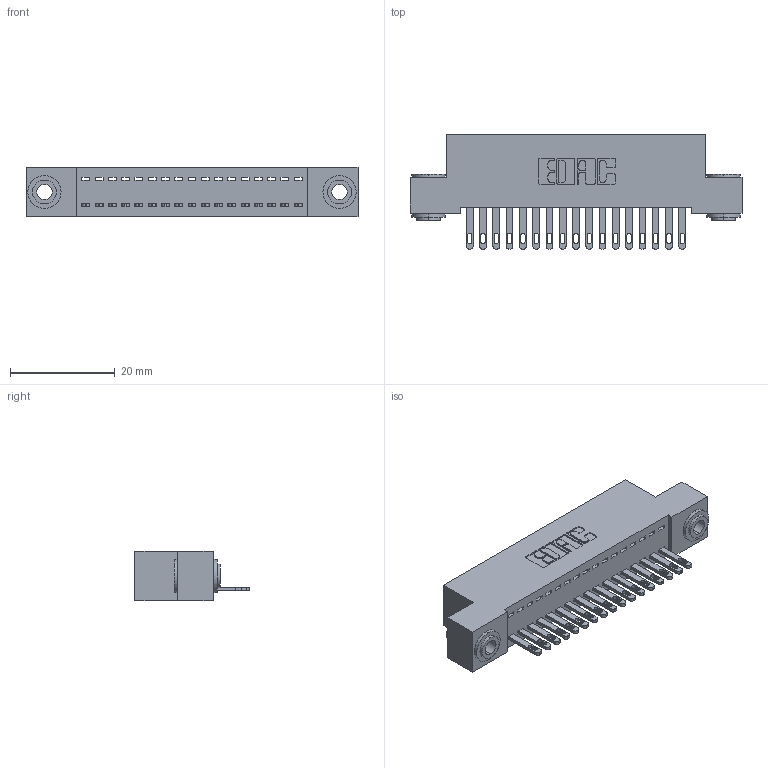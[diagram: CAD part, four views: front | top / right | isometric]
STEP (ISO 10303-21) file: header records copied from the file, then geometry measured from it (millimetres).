
FILE_DESCRIPTION (( 'STEP AP203' ), '1' );
FILE_NAME ('342-017-500-103.STEP', '2019-10-01T19:17:08', ( '' ), ( '' ), 'SwSTEP 2.0', 'SolidWorks 2016', '' );
FILE_SCHEMA (( 'CONFIG_CONTROL_DESIGN' ));
Length unit declared in the file: inch
Products named in the file (4): 345-292-001_345-293-100; 342-250-002_345-250-002-102; 342-017-500-103; 342 Part_.156 TH
Assembly tree (20 placements, depth 2):
  342-017-500-103
    342 Part_.156 TH
    345-292-001_345-293-100  x17
    342-250-002_345-250-002-102  x2
Bounding box: 63.5 x 21.85 x 9.4 mm (x, y, z)
Volume: 5508.9 mm3; surface area: 7882.5 mm2
Topology: 20 solids, 20 shells, 1066 faces, 3231 edges, 2150 vertices
Faces by surface type: plane 688, cylinder 370, cone 8
Entity records: 14074 total; most frequent: CARTESIAN_POINT 2408, ORIENTED_EDGE 2354, DIRECTION 2117, EDGE_CURVE 1177, VECTOR 1021, LINE 1021, VERTEX_POINT 782, AXIS2_PLACEMENT_3D 548
